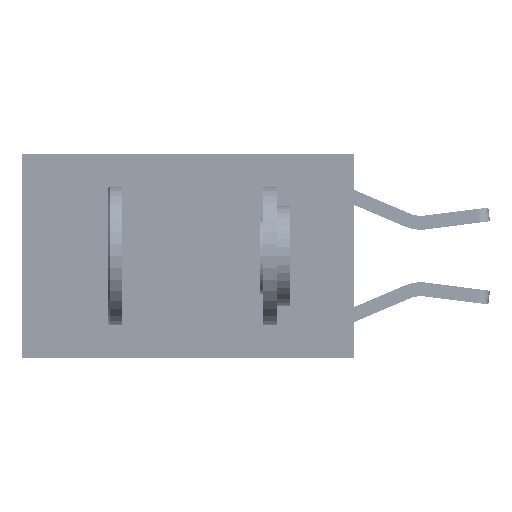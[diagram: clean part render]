
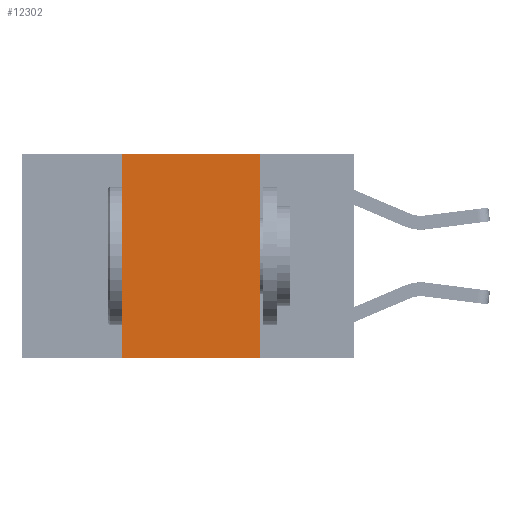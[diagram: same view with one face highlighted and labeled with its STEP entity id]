
A CAD part, left-side view. The second image highlights one B-rep face of the part: STEP entity #12302.
In plain terms, the highlighted planar face has unit normal (-1, 0, 0).
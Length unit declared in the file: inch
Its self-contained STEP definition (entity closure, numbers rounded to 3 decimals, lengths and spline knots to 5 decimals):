
#815 = VECTOR ( 'NONE', #28468, 39.37008 ) ;
#1653 = EDGE_CURVE ( 'NONE', #16455, #21029, #24653, .T. ) ;
#1688 = VERTEX_POINT ( 'NONE', #24626 ) ;
#2719 = EDGE_CURVE ( 'NONE', #1688, #16624, #8195, .T. ) ;
#3277 = EDGE_LOOP ( 'NONE', ( #25953, #25955, #18706, #11401 ) ) ;
#7721 = VECTOR ( 'NONE', #29030, 39.37008 ) ;
#8195 = LINE ( 'NONE', #26044, #815 ) ;
#8197 = PLANE ( 'NONE',  #28221 ) ;
#8900 = EDGE_CURVE ( 'NONE', #16455, #16624, #16514, .T. ) ;
#8943 = EDGE_CURVE ( 'NONE', #21029, #1688, #27192, .T. ) ;
#9047 = FACE_OUTER_BOUND ( 'NONE', #3277, .T. ) ;
#9902 = DIRECTION ( 'NONE',  ( 0., 0., 1. ) ) ;
#10667 = DIRECTION ( 'NONE',  ( 1., 0., 0. ) ) ;
#11401 = ORIENTED_EDGE ( 'NONE', *, *, #8900, .T. ) ;
#12302 = ADVANCED_FACE ( 'NONE', ( #9047 ), #8197, .F. ) ;
#13537 = CARTESIAN_POINT ( 'NONE',  ( 0., 0.17, -0.37 ) ) ;
#16455 = VERTEX_POINT ( 'NONE', #27511 ) ;
#16514 = LINE ( 'NONE', #28829, #27944 ) ;
#16624 = VERTEX_POINT ( 'NONE', #13537 ) ;
#16935 = CARTESIAN_POINT ( 'NONE',  ( 0., 0.6, 0. ) ) ;
#18165 = VECTOR ( 'NONE', #9902, 39.37008 ) ;
#18706 = ORIENTED_EDGE ( 'NONE', *, *, #1653, .F. ) ;
#21029 = VERTEX_POINT ( 'NONE', #27757 ) ;
#24626 = CARTESIAN_POINT ( 'NONE',  ( 0., 0.17, 0. ) ) ;
#24653 = LINE ( 'NONE', #26976, #18165 ) ;
#25282 = CARTESIAN_POINT ( 'NONE',  ( 0., 0.6, 0. ) ) ;
#25953 = ORIENTED_EDGE ( 'NONE', *, *, #2719, .F. ) ;
#25955 = ORIENTED_EDGE ( 'NONE', *, *, #8943, .F. ) ;
#26044 = CARTESIAN_POINT ( 'NONE',  ( 0., 0.17, 0. ) ) ;
#26976 = CARTESIAN_POINT ( 'NONE',  ( 0., 0.42, 0. ) ) ;
#27192 = LINE ( 'NONE', #16935, #7721 ) ;
#27511 = CARTESIAN_POINT ( 'NONE',  ( 0., 0.42, -0.37 ) ) ;
#27734 = DIRECTION ( 'NONE',  ( 0., 0., -1. ) ) ;
#27757 = CARTESIAN_POINT ( 'NONE',  ( 0., 0.42, 0. ) ) ;
#27944 = VECTOR ( 'NONE', #31226, 39.37008 ) ;
#28221 = AXIS2_PLACEMENT_3D ( 'NONE', #25282, #10667, #27734 ) ;
#28468 = DIRECTION ( 'NONE',  ( 0., 0., -1. ) ) ;
#28829 = CARTESIAN_POINT ( 'NONE',  ( 0., 0.6, -0.37 ) ) ;
#29030 = DIRECTION ( 'NONE',  ( 0., -1., 0. ) ) ;
#31226 = DIRECTION ( 'NONE',  ( 0., -1., 0. ) ) ;
